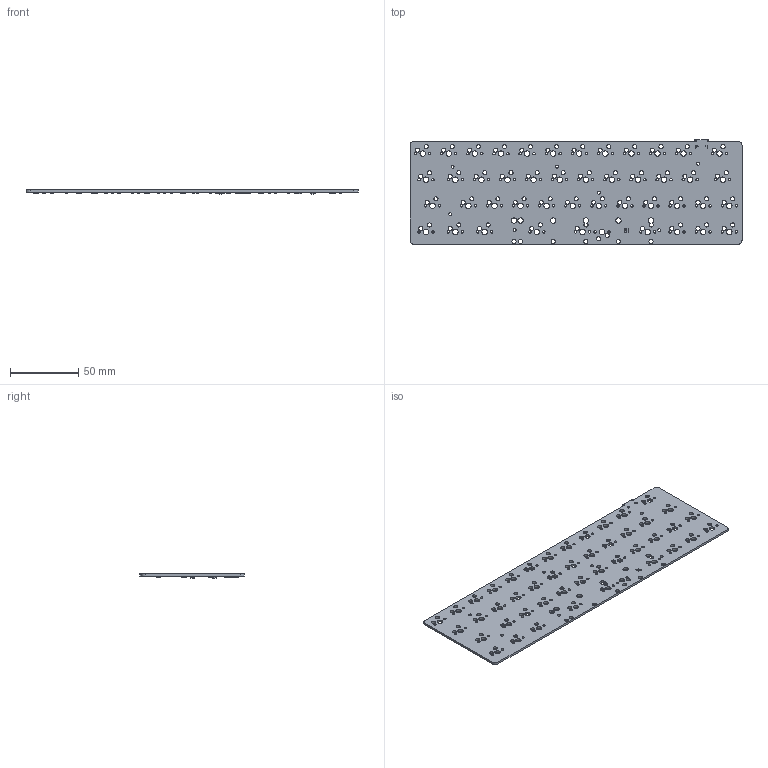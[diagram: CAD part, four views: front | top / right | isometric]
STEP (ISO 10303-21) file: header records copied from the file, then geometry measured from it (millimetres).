
FILE_DESCRIPTION(('KiCad electronic assembly'),'2;1');
FILE_NAME('CoffeeVanHS.step','2024-08-06T19:21:09',('Pcbnew'),('Kicad'), 'Open CASCADE STEP processor 7.7','KiCad to STEP converter','Unknown' );
FILE_SCHEMA(('AUTOMOTIVE_DESIGN { 1 0 10303 214 1 1 1 1 }'));
Length unit declared in the file: millimetre
Products named in the file (22): CoffeeVanHS 1; D_SOD-123; D_SOD_123; C_0402_1005Metric; R_0603_1608Metric; SOT-23-6; SOT_23_6; SOT-23; SOT_23; R_0402_1005Metric; Crystal_SMD_3225-4Pin_3.2x2.5mm; SOT-23-5; SOT_23_5; Fuse_1206_3216Metric; QFN-56-1EP_7x7mm_P0.4mm_EP5.6x5.6mm; QFN-56-1EP_7x7mm_Pitch0.4mm; CoffeeVanHS_PCB
Assembly tree (108 placements, depth 3):
  CoffeeVanHS 1
    D_SOD-123  x46
      D_SOD_123
    C_0402_1005Metric  x38
      C_0402_1005Metric
    R_0603_1608Metric  x2
      R_0603_1608Metric
    SOT-23-6
      SOT_23_6
    SOT-23
      SOT_23
    R_0402_1005Metric  x5
      R_0402_1005Metric
    Crystal_SMD_3225-4Pin_3.2x2.5mm
      Crystal_SMD_3225-4Pin_3.2x2.5mm
    SOT-23-5
      SOT_23_5
    Fuse_1206_3216Metric
      Fuse_1206_3216Metric
    QFN-56-1EP_7x7mm_P0.4mm_EP5.6x5.6mm
      QFN-56-1EP_7x7mm_Pitch0.4mm
    CoffeeVanHS_PCB
Bounding box: 242.39 x 76.37 x 3.2 mm (x, y, z)
Volume: 26929.3 mm3; surface area: 39021.9 mm2
Topology: 98 solids, 98 shells, 5337 faces, 13223 edges, 8208 vertices
Faces by surface type: plane 2764, cylinder 1291, bspline 1282
Full cylindrical faces by diameter (mm): 0.35 x9, 0.5 x1, 0.65 x2, 1.75 x92, 2.2 x7, 3 x90, 3.048 x6, 3.988 x50
Entity records: 44775 total; most frequent: CARTESIAN_POINT 7000, ORIENTED_EDGE 6398, DIRECTION 6271, EDGE_CURVE 3199, LINE 2177, VECTOR 2177, VERTEX_POINT 2072, AXIS2_PLACEMENT_3D 2047
